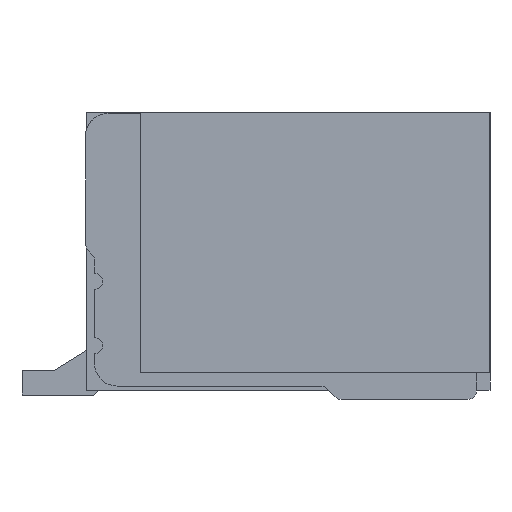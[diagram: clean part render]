
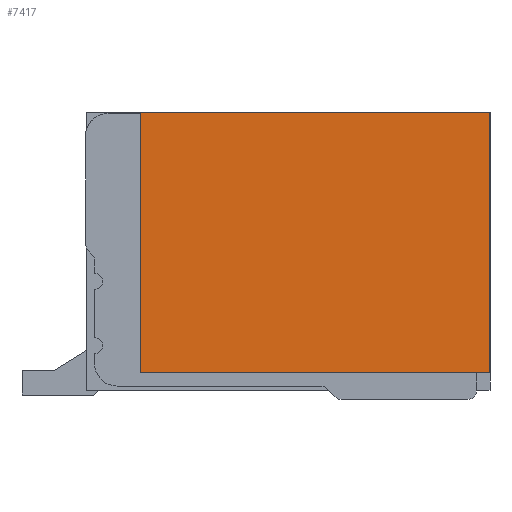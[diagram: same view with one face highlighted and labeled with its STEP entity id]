
A CAD part, left-side view. The second image highlights one B-rep face of the part: STEP entity #7417.
In plain terms, the highlighted planar face has unit normal (-1, 0, 0).
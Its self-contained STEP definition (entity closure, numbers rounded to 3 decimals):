
#14=DIRECTION('',(0.,0.,-1.));
#15=VECTOR('',#14,2.9);
#16=CARTESIAN_POINT('',(-3.05,-1.58,1.25));
#17=LINE('',#16,#15);
#1323=DIRECTION('',(0.,-1.,0.));
#1324=VECTOR('',#1323,3.899);
#1325=CARTESIAN_POINT('',(-3.05,2.319,1.25));
#1326=LINE('',#1325,#1324);
#2494=DIRECTION('',(0.,0.,-1.));
#2495=VECTOR('',#2494,2.9);
#2496=CARTESIAN_POINT('',(-3.05,2.319,1.25));
#2497=LINE('',#2496,#2495);
#2498=DIRECTION('',(0.,-1.,0.));
#2499=VECTOR('',#2498,3.899);
#2500=CARTESIAN_POINT('',(-3.05,2.319,
-1.65));
#2501=LINE('',#2500,#2499);
#3316=CARTESIAN_POINT('',(-3.05,2.319,1.25));
#3317=CARTESIAN_POINT('',(-3.05,2.319,
-1.65));
#3318=VERTEX_POINT('',#3316);
#3319=VERTEX_POINT('',#3317);
#3320=CARTESIAN_POINT('',(-3.05,-1.58,
-1.65));
#3321=VERTEX_POINT('',#3320);
#3322=CARTESIAN_POINT('',(-3.05,-1.58,
1.25));
#3323=VERTEX_POINT('',#3322);
#7406=CARTESIAN_POINT('',(-3.05,-1.58,
-1.85));
#7407=DIRECTION('',(1.,0.,0.));
#7408=DIRECTION('',(0.,-1.,0.));
#7409=AXIS2_PLACEMENT_3D('',#7406,#7407,#7408);
#7410=PLANE('',#7409);
#7411=ORIENTED_EDGE('',*,*,#7398,.F.);
#7412=ORIENTED_EDGE('',*,*,#5510,.T.);
#7413=ORIENTED_EDGE('',*,*,#3933,.T.);
#7414=ORIENTED_EDGE('',*,*,#4788,.F.);
#7415=EDGE_LOOP('',(#7411,#7412,#7413,#7414));
#7416=FACE_OUTER_BOUND('',#7415,.F.);
#7417=ADVANCED_FACE('',(#7416),#7410,.F.);
#3933=EDGE_CURVE('',#3323,#3321,#17,.T.);
#4788=EDGE_CURVE('',#3319,#3321,#2501,.T.);
#5510=EDGE_CURVE('',#3318,#3323,#1326,.T.);
#7398=EDGE_CURVE('',#3318,#3319,#2497,.T.);
